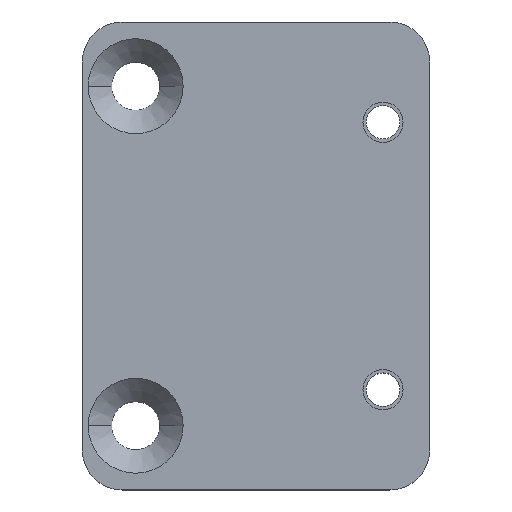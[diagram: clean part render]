
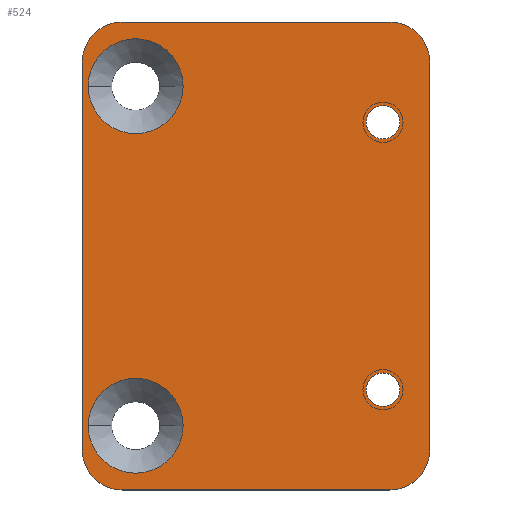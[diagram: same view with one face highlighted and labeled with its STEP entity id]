
A CAD part, top view. The second image highlights one B-rep face of the part: STEP entity #524.
In plain terms, the highlighted planar face has unit normal (0, 0, 1).
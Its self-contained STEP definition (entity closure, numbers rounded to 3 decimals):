
#109=CARTESIAN_POINT('',(3.,14.5,2.67));
#110=DIRECTION('',(0.,0.,1.));
#111=DIRECTION('',(0.,1.,0.));
#112=AXIS2_PLACEMENT_3D('',#109,#110,#111);
#114=DIRECTION('',(-1.,0.,0.));
#115=VECTOR('',#114,20.);
#116=CARTESIAN_POINT('',(23.,17.5,2.67));
#117=LINE('',#116,#115);
#118=CARTESIAN_POINT('',(23.,14.5,2.67));
#119=DIRECTION('',(0.,0.,1.));
#120=DIRECTION('',(1.,0.,0.));
#121=AXIS2_PLACEMENT_3D('',#118,#119,#120);
#123=DIRECTION('',(0.,1.,0.));
#124=VECTOR('',#123,29.);
#125=CARTESIAN_POINT('',(26.,-14.5,2.67));
#126=LINE('',#125,#124);
#127=CARTESIAN_POINT('',(23.,-14.5,2.67));
#128=DIRECTION('',(0.,0.,1.));
#129=DIRECTION('',(0.,-1.,0.));
#130=AXIS2_PLACEMENT_3D('',#127,#128,#129);
#132=DIRECTION('',(1.,0.,0.));
#133=VECTOR('',#132,20.);
#134=CARTESIAN_POINT('',(3.,-17.5,2.67));
#135=LINE('',#134,#133);
#136=CARTESIAN_POINT('',(3.,-14.5,2.67));
#137=DIRECTION('',(0.,0.,1.));
#138=DIRECTION('',(-1.,0.,0.));
#139=AXIS2_PLACEMENT_3D('',#136,#137,#138);
#141=DIRECTION('',(0.,-1.,0.));
#142=VECTOR('',#141,29.);
#143=CARTESIAN_POINT('',(0.,14.5,2.67));
#144=LINE('',#143,#142);
#145=CARTESIAN_POINT('',(4.,-12.7,2.67));
#146=DIRECTION('',(0.,0.,1.));
#147=DIRECTION('',(-1.,0.,0.));
#148=AXIS2_PLACEMENT_3D('',#145,#146,#147);
#150=CARTESIAN_POINT('',(4.,-12.7,2.67));
#151=DIRECTION('',(0.,0.,1.));
#152=DIRECTION('',(1.,0.,0.));
#153=AXIS2_PLACEMENT_3D('',#150,#151,#152);
#155=CARTESIAN_POINT('',(22.5,10.,2.67));
#156=DIRECTION('',(0.,0.,1.));
#157=DIRECTION('',(-1.,0.,0.));
#158=AXIS2_PLACEMENT_3D('',#155,#156,#157);
#160=CARTESIAN_POINT('',(22.5,10.,2.67));
#161=DIRECTION('',(0.,0.,1.));
#162=DIRECTION('',(1.,0.,0.));
#163=AXIS2_PLACEMENT_3D('',#160,#161,#162);
#165=CARTESIAN_POINT('',(22.5,-10.,2.67));
#166=DIRECTION('',(0.,0.,1.));
#167=DIRECTION('',(-1.,0.,0.));
#168=AXIS2_PLACEMENT_3D('',#165,#166,#167);
#170=CARTESIAN_POINT('',(22.5,-10.,2.67));
#171=DIRECTION('',(0.,0.,1.));
#172=DIRECTION('',(1.,0.,0.));
#173=AXIS2_PLACEMENT_3D('',#170,#171,#172);
#175=CARTESIAN_POINT('',(4.,12.7,2.67));
#176=DIRECTION('',(0.,0.,1.));
#177=DIRECTION('',(-1.,0.,0.));
#178=AXIS2_PLACEMENT_3D('',#175,#176,#177);
#180=CARTESIAN_POINT('',(4.,12.7,2.67));
#181=DIRECTION('',(0.,0.,1.));
#182=DIRECTION('',(1.,0.,0.));
#183=AXIS2_PLACEMENT_3D('',#180,#181,#182);
#257=CARTESIAN_POINT('',(3.,17.5,2.67));
#258=VERTEX_POINT('',#257);
#259=CARTESIAN_POINT('',(0.,14.5,2.67));
#260=VERTEX_POINT('',#259);
#265=CARTESIAN_POINT('',(26.,14.5,2.67));
#266=VERTEX_POINT('',#265);
#267=CARTESIAN_POINT('',(23.,17.5,2.67));
#268=VERTEX_POINT('',#267);
#273=CARTESIAN_POINT('',(23.,-17.5,2.67));
#274=VERTEX_POINT('',#273);
#275=CARTESIAN_POINT('',(26.,-14.5,2.67));
#276=VERTEX_POINT('',#275);
#281=CARTESIAN_POINT('',(0.,-14.5,2.67));
#282=VERTEX_POINT('',#281);
#283=CARTESIAN_POINT('',(3.,-17.5,2.67));
#284=VERTEX_POINT('',#283);
#289=CARTESIAN_POINT('',(21.25,10.,2.67));
#290=CARTESIAN_POINT('',(23.75,10.,2.67));
#291=VERTEX_POINT('',#289);
#292=VERTEX_POINT('',#290);
#297=CARTESIAN_POINT('',(21.25,-10.,2.67));
#298=CARTESIAN_POINT('',(23.75,-10.,2.67));
#299=VERTEX_POINT('',#297);
#300=VERTEX_POINT('',#298);
#309=CARTESIAN_POINT('',(0.45,-12.7,2.67));
#310=CARTESIAN_POINT('',(7.55,-12.7,2.67));
#311=VERTEX_POINT('',#309);
#312=VERTEX_POINT('',#310);
#321=CARTESIAN_POINT('',(0.45,12.7,2.67));
#322=CARTESIAN_POINT('',(7.55,12.7,2.67));
#323=VERTEX_POINT('',#321);
#324=VERTEX_POINT('',#322);
#485=CARTESIAN_POINT('',(0.,0.,2.67));
#486=DIRECTION('',(0.,0.,1.));
#487=DIRECTION('',(1.,0.,0.));
#488=AXIS2_PLACEMENT_3D('',#485,#486,#487);
#489=PLANE('',#488);
#490=ORIENTED_EDGE('',*,*,#381,.F.);
#491=ORIENTED_EDGE('',*,*,#397,.F.);
#492=ORIENTED_EDGE('',*,*,#410,.F.);
#493=ORIENTED_EDGE('',*,*,#425,.F.);
#494=ORIENTED_EDGE('',*,*,#438,.F.);
#495=ORIENTED_EDGE('',*,*,#453,.F.);
#496=ORIENTED_EDGE('',*,*,#466,.F.);
#497=ORIENTED_EDGE('',*,*,#478,.F.);
#498=EDGE_LOOP('',(#490,#491,#492,#493,#494,#495,#496,#497));
#499=FACE_OUTER_BOUND('',#498,.F.);
#501=ORIENTED_EDGE('',*,*,#500,.T.);
#503=ORIENTED_EDGE('',*,*,#502,.T.);
#504=EDGE_LOOP('',(#501,#503));
#505=FACE_BOUND('',#504,.F.);
#507=ORIENTED_EDGE('',*,*,#506,.T.);
#509=ORIENTED_EDGE('',*,*,#508,.T.);
#510=EDGE_LOOP('',(#507,#509));
#511=FACE_BOUND('',#510,.F.);
#513=ORIENTED_EDGE('',*,*,#512,.T.);
#515=ORIENTED_EDGE('',*,*,#514,.T.);
#516=EDGE_LOOP('',(#513,#515));
#517=FACE_BOUND('',#516,.F.);
#519=ORIENTED_EDGE('',*,*,#518,.T.);
#521=ORIENTED_EDGE('',*,*,#520,.T.);
#522=EDGE_LOOP('',(#519,#521));
#523=FACE_BOUND('',#522,.F.);
#524=ADVANCED_FACE('',(#499,#505,#511,#517,#523),#489,.T.);
#113=CIRCLE('',#112,3.);
#122=CIRCLE('',#121,3.);
#131=CIRCLE('',#130,3.);
#140=CIRCLE('',#139,3.);
#149=CIRCLE('',#148,3.55);
#154=CIRCLE('',#153,3.55);
#159=CIRCLE('',#158,1.25);
#164=CIRCLE('',#163,1.25);
#169=CIRCLE('',#168,1.25);
#174=CIRCLE('',#173,1.25);
#179=CIRCLE('',#178,3.55);
#184=CIRCLE('',#183,3.55);
#381=EDGE_CURVE('',#258,#260,#113,.T.);
#397=EDGE_CURVE('',#268,#258,#117,.T.);
#410=EDGE_CURVE('',#266,#268,#122,.T.);
#425=EDGE_CURVE('',#276,#266,#126,.T.);
#438=EDGE_CURVE('',#274,#276,#131,.T.);
#453=EDGE_CURVE('',#284,#274,#135,.T.);
#466=EDGE_CURVE('',#282,#284,#140,.T.);
#478=EDGE_CURVE('',#260,#282,#144,.T.);
#500=EDGE_CURVE('',#311,#312,#149,.T.);
#502=EDGE_CURVE('',#312,#311,#154,.T.);
#506=EDGE_CURVE('',#291,#292,#159,.T.);
#508=EDGE_CURVE('',#292,#291,#164,.T.);
#512=EDGE_CURVE('',#299,#300,#169,.T.);
#514=EDGE_CURVE('',#300,#299,#174,.T.);
#518=EDGE_CURVE('',#323,#324,#179,.T.);
#520=EDGE_CURVE('',#324,#323,#184,.T.);
